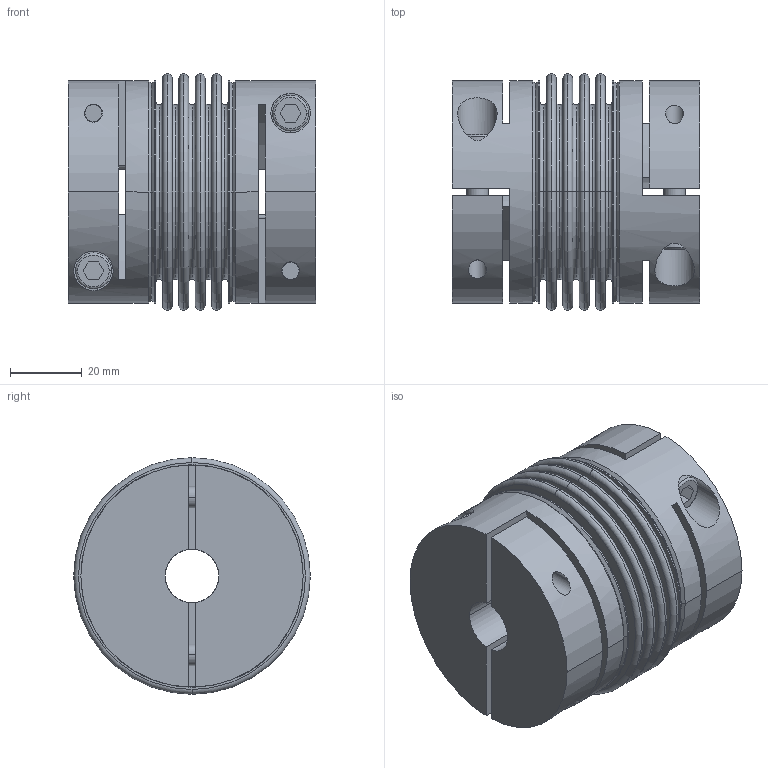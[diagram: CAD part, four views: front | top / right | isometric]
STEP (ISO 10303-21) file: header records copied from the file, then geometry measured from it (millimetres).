
FILE_DESCRIPTION(('STEP AP214'),'1');
FILE_NAME('ha-co_products_mkj-s-40_-_15h7_-_15h7.stp','2019-07-09T15:16:04',('TraceParts'),('TraceParts S.A.'),'Spatial InterOp 3D',' ',' ');
FILE_SCHEMA(('AUTOMOTIVE_DESIGN { 1 0 10303 214 1 1 1 1 }'));
Length unit declared in the file: millimetre
Products named in the file (1): ha-co_products_mkj-s-40_-_15h7_-_15h7
Bounding box: 69 x 66 x 66 mm (x, y, z)
Volume: 127644.6 mm3; surface area: 67595.2 mm2
Topology: 1 solids, 1 shells, 252 faces, 614 edges, 402 vertices
Faces by surface type: torus 84, plane 84, cylinder 68, cone 16
Entity records: 10124 total; most frequent: CARTESIAN_POINT 1789, DIRECTION 1494, ORIENTED_EDGE 1228, AXIS2_PLACEMENT_3D 651, EDGE_CURVE 614, VERTEX_POINT 402, CIRCLE 398, EDGE_LOOP 300
